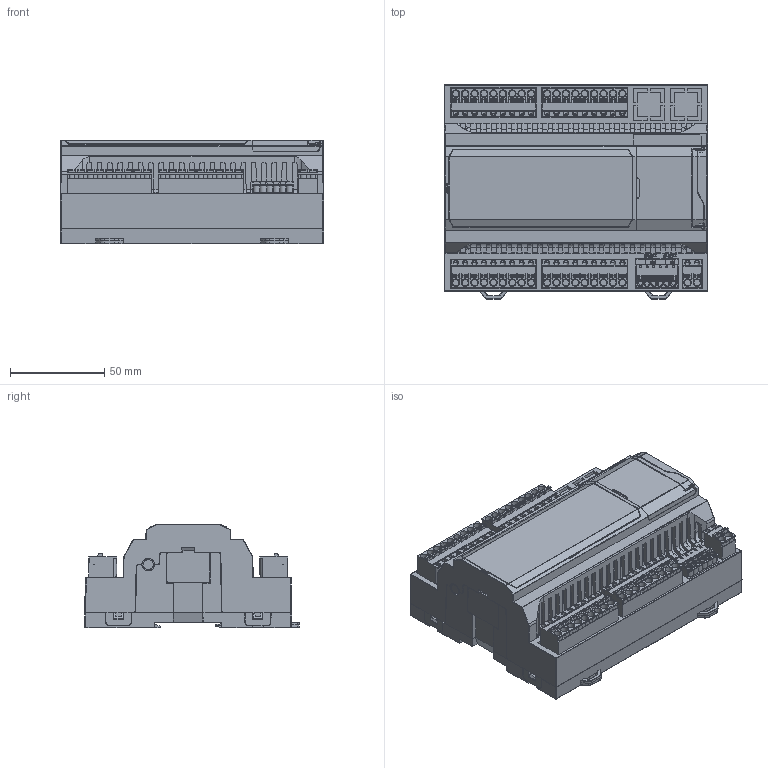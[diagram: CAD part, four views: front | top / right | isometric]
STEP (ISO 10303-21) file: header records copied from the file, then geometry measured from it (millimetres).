
FILE_DESCRIPTION (( 'STEP AP203' ), '1' );
FILE_NAME ('FMR_3D.STEP', '2018-10-16T07:07:50', ( '' ), ( '' ), 'SwSTEP 2.0', 'SolidWorks 2012', '' );
FILE_SCHEMA (( 'CONFIG_CONTROL_DESIGN' ));
Products named in the file (1): FMR_3D
Bounding box: 140.05 x 113.99 x 55 mm (x, y, z)
Volume: 614728.8 mm3; surface area: 119022.1 mm2
Topology: 1 solids, 26 shells, 6258 faces, 16884 edges, 10734 vertices
Faces by surface type: plane 3929, cylinder 1604, bspline 484, cone 139, torus 92, sphere 10
Full cylindrical faces by diameter (mm): 3.1 x6, 3.38 x38, 4 x38
Entity records: 199442 total; most frequent: CARTESIAN_POINT 48273, ORIENTED_EDGE 33164, DIRECTION 29111, EDGE_CURVE 16582, LINE 12215, VECTOR 12215, VERTEX_POINT 10652, AXIS2_PLACEMENT_3D 8448
